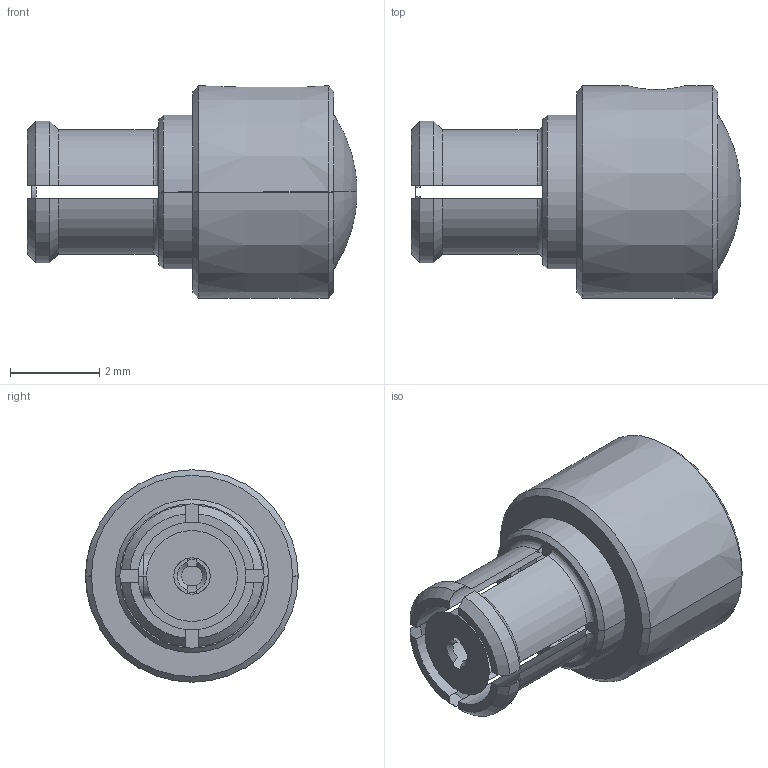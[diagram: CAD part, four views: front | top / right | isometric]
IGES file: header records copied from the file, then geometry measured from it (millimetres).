
Start section:  PTC IGES file: smp-fr-c06.igs
Global section: file name: smp-fr-c06.igs; native system: Pro/ENGINEER by Parametric Technology Corporation; preprocessor: 2008010; author: Administrator; organization: Unknown; date: 20090922.173139; units: inch
Bounding box: 7.37 x 4.75 x 4.75 mm (x, y, z)
Surface area: 174 mm2 (no closed solid volume)
Topology: 0 solids, 0 shells, 66 faces, 314 edges, 310 vertices
Faces by surface type: revolution 48, bspline 18
